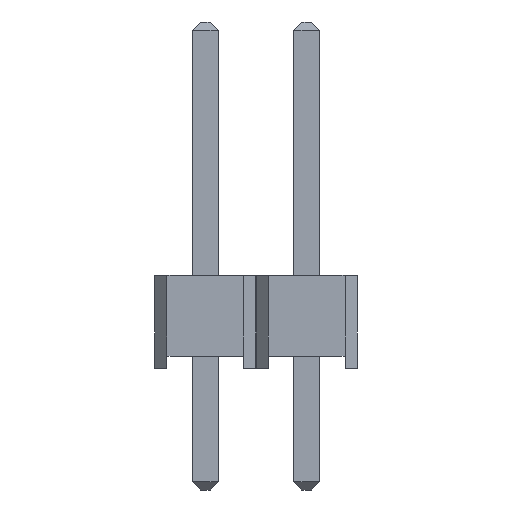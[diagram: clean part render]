
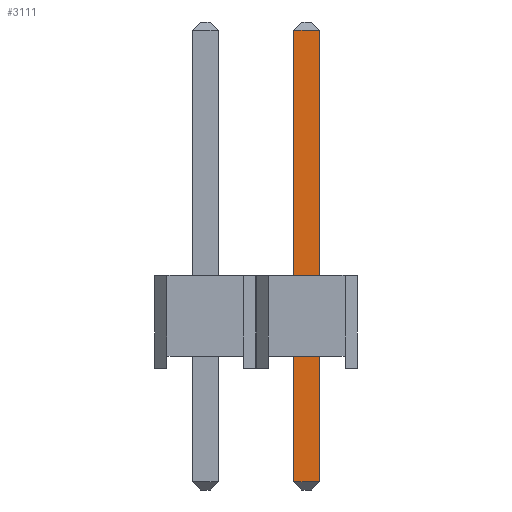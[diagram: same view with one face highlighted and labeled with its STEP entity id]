
A CAD part, left-side view. The second image highlights one B-rep face of the part: STEP entity #3111.
In plain terms, the highlighted planar face has unit normal (-1, 0, 0).
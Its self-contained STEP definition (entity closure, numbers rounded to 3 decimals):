
#99=FACE_OUTER_BOUND('',#291,.T.);
#291=EDGE_LOOP('',(#2151,#2152,#2153,#2154));
#521=LINE('',#4460,#953);
#532=LINE('',#4482,#964);
#533=LINE('',#4484,#965);
#534=LINE('',#4485,#966);
#953=VECTOR('',#3625,1000.);
#964=VECTOR('',#3644,1000.);
#965=VECTOR('',#3645,1000.);
#966=VECTOR('',#3646,1000.);
#1361=VERTEX_POINT('',#4457);
#1362=VERTEX_POINT('',#4459);
#1369=VERTEX_POINT('',#4481);
#1370=VERTEX_POINT('',#4483);
#1649=EDGE_CURVE('',#1361,#1362,#521,.T.);
#1660=EDGE_CURVE('',#1361,#1369,#532,.T.);
#1661=EDGE_CURVE('',#1369,#1370,#533,.T.);
#1662=EDGE_CURVE('',#1370,#1362,#534,.T.);
#2151=ORIENTED_EDGE('',*,*,#1649,.F.);
#2152=ORIENTED_EDGE('',*,*,#1660,.T.);
#2153=ORIENTED_EDGE('',*,*,#1661,.T.);
#2154=ORIENTED_EDGE('',*,*,#1662,.T.);
#2919=PLANE('',#3340);
#3111=ADVANCED_FACE('',(#99),#2919,.T.);
#3340=AXIS2_PLACEMENT_3D('',#4480,#3642,#3643);
#3625=DIRECTION('',(0.,0.,1.));
#3642=DIRECTION('center_axis',(-1.,0.,0.));
#3643=DIRECTION('ref_axis',(0.,0.,1.));
#3644=DIRECTION('',(0.,-1.,0.));
#3645=DIRECTION('',(0.,0.,1.));
#3646=DIRECTION('',(0.,1.,0.));
#4457=CARTESIAN_POINT('',(-0.32,0.32,-2.8));
#4459=CARTESIAN_POINT('',(-0.32,0.32,8.34));
#4460=CARTESIAN_POINT('',(-0.32,0.32,-3.));
#4480=CARTESIAN_POINT('Origin',(-0.32,-0.32,-3.));
#4481=CARTESIAN_POINT('',(-0.32,-0.32,-2.8));
#4482=CARTESIAN_POINT('',(-0.32,-0.32,-2.8));
#4483=CARTESIAN_POINT('',(-0.32,-0.32,8.34));
#4484=CARTESIAN_POINT('',(-0.32,-0.32,-3.));
#4485=CARTESIAN_POINT('',(-0.32,-0.32,8.34));
